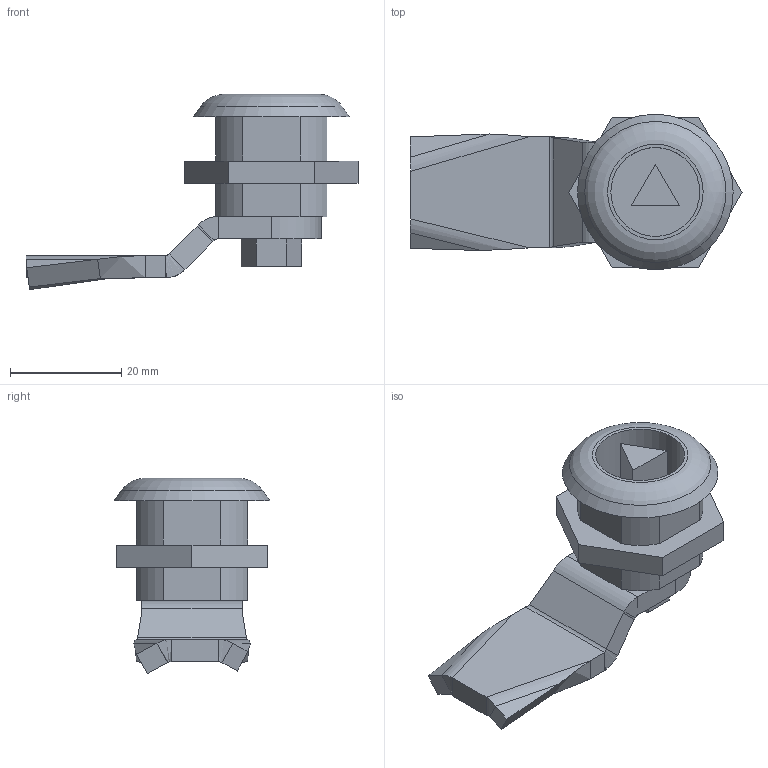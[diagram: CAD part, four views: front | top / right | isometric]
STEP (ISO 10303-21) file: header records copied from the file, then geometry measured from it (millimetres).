
FILE_DESCRIPTION (( 'STEP AP203' ), '1' );
FILE_NAME ('YZK21-00 Çàìîê-çàùåëêà ñ òðåõãðàííûì êëþ÷îì IP54 (22-25_44).STEP', '2016-09-13T13:21:41', ( '' ), ( '' ), 'SwSTEP 2.0', 'SolidWorks 2014', '' );
FILE_SCHEMA (( 'CONFIG_CONTROL_DESIGN' ));
Length unit declared in the file: millimetre
Products named in the file (1): YZK21-00 Çàìîê-çàùåëêà ñ òðåõãðàííûì êëþ÷îì IP54 (22-25_44)
Bounding box: 59.73 x 28 x 35.13 mm (x, y, z)
Volume: 12168.9 mm3; surface area: 6829.7 mm2
Topology: 2 solids, 2 shells, 86 faces, 193 edges, 118 vertices
Faces by surface type: plane 59, cylinder 19, bspline 6, cone 1, torus 1
Full cylindrical faces by diameter (mm): 6 x1, 16 x1
Entity records: 2430 total; most frequent: CARTESIAN_POINT 508, ORIENTED_EDGE 376, DIRECTION 359, EDGE_CURVE 188, VECTOR 131, LINE 131, VERTEX_POINT 117, AXIS2_PLACEMENT_3D 114
